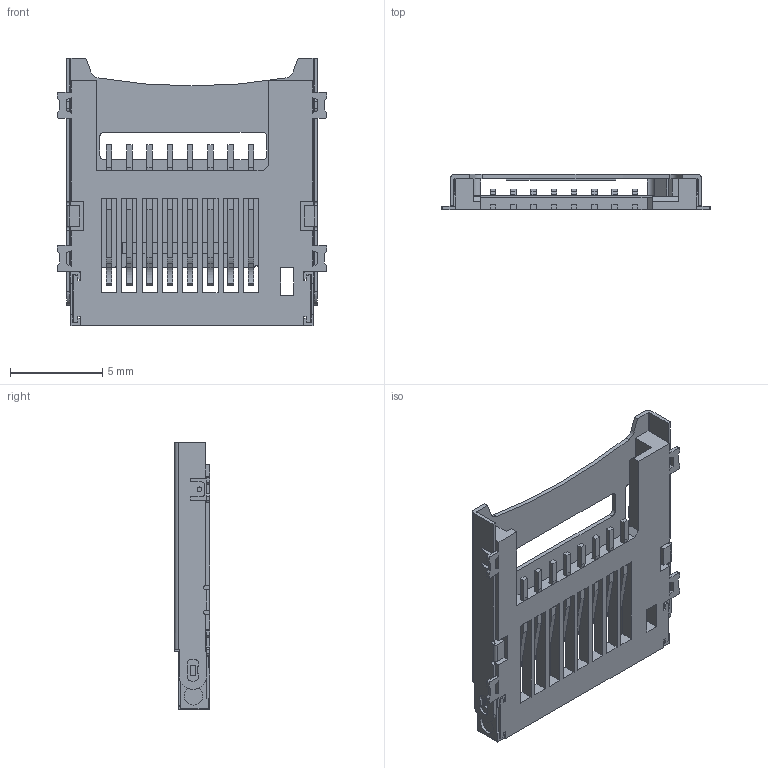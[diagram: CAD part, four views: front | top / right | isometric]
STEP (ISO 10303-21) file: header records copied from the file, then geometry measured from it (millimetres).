
FILE_DESCRIPTION(/* description */ ('47219-'),/* implementation_level */ '2;1');
FILE_NAME(/* name */ '47219-2001.stp',/* time_stamp */ '2020-08-12T20:45:28-04:00',/* author */ ('Ishaan'),/* organization */ ('MOLEX'),/* preprocessor_version */ 'ST-DEVELOPER v18',/* originating_system */ 'Autodesk Inventor 2020',/* authorisation */ '');
FILE_SCHEMA (('AUTOMOTIVE_DESIGN { 1 0 10303 214 3 1 1 }'));
Length unit declared in the file: metre
Products named in the file (1): 472192001
Bounding box: 14.6 x 1.9 x 14.5 mm (x, y, z)
Volume: 130.2 mm3; surface area: 770.4 mm2
Topology: 1 solids, 1 shells, 546 faces, 1607 edges, 1066 vertices
Faces by surface type: plane 417, cylinder 129
Full cylindrical faces by diameter (mm): 0.25 x2, 1 x2
Entity records: 18473 total; most frequent: CARTESIAN_POINT 3220, ORIENTED_EDGE 3214, DIRECTION 2965, EDGE_CURVE 1607, LINE 1343, VECTOR 1343, VERTEX_POINT 1066, AXIS2_PLACEMENT_3D 811
